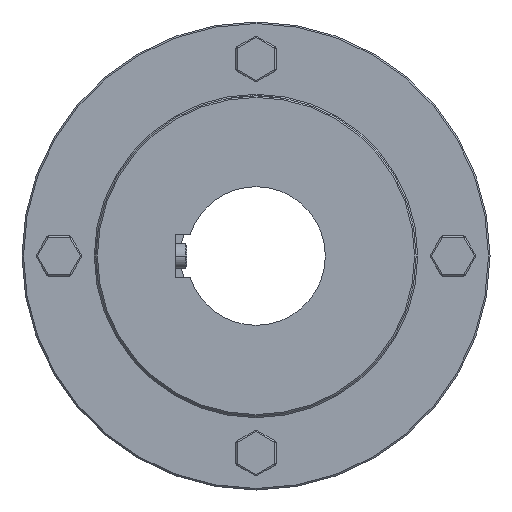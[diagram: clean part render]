
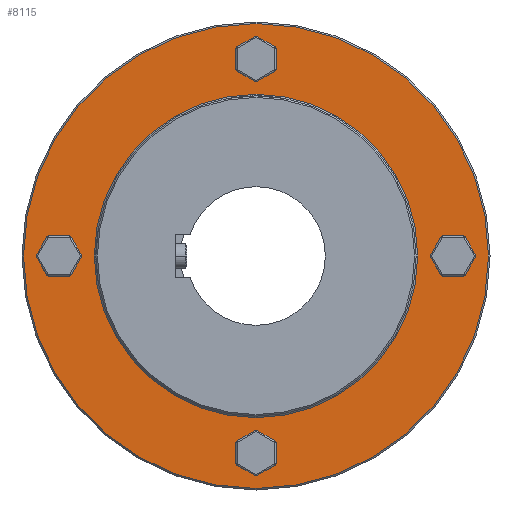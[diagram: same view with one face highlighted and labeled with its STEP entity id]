
A CAD part, left-side view. The second image highlights one B-rep face of the part: STEP entity #8115.
In plain terms, the highlighted planar face has unit normal (-1, 0, 0).
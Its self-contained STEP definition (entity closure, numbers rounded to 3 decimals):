
#963 = CARTESIAN_POINT ( 'NONE',  ( -28.5, 64., -4. ) ) ;
#965 = CARTESIAN_POINT ( 'NONE',  ( -28.5, -64., 4. ) ) ;
#969 = CARTESIAN_POINT ( 'NONE',  ( -28.5, 64., 4. ) ) ;
#973 = CARTESIAN_POINT ( 'NONE',  ( -28.5, -64., -4. ) ) ;
#975 = CARTESIAN_POINT ( 'NONE',  ( -28.5, 0., 60. ) ) ;
#976 = CARTESIAN_POINT ( 'NONE',  ( -28.5, 0., 68. ) ) ;
#1379 = AXIS2_PLACEMENT_3D ( 'NONE', #3609, #3614, #3615 ) ;
#1581 = AXIS2_PLACEMENT_3D ( 'NONE', #5271, #5273, #5274 ) ;
#1586 = AXIS2_PLACEMENT_3D ( 'NONE', #5281, #5283, #5284 ) ;
#1588 = AXIS2_PLACEMENT_3D ( 'NONE', #5291, #5293, #5294 ) ;
#1590 = AXIS2_PLACEMENT_3D ( 'NONE', #5272, #5333, #5334 ) ;
#1591 = AXIS2_PLACEMENT_3D ( 'NONE', #5379, #5380, #5381 ) ;
#1596 = AXIS2_PLACEMENT_3D ( 'NONE', #5445, #5446, #5447 ) ;
#1607 = AXIS2_PLACEMENT_3D ( 'NONE', #5749, #5755, #5756 ) ;
#1611 = AXIS2_PLACEMENT_3D ( 'NONE', #5623, #5634, #5635 ) ;
#1613 = AXIS2_PLACEMENT_3D ( 'NONE', #5633, #5640, #5641 ) ;
#1615 = AXIS2_PLACEMENT_3D ( 'NONE', #5754, #5760, #5761 ) ;
#1618 = AXIS2_PLACEMENT_3D ( 'NONE', #5750, #5758, #5759 ) ;
#1619 = AXIS2_PLACEMENT_3D ( 'NONE', #5751, #5752, #5753 ) ;
#2740 = FACE_OUTER_BOUND ( 'NONE', #9852, .T. ) ;
#2746 = FACE_BOUND ( 'NONE', #9839, .T. ) ;
#2747 = FACE_BOUND ( 'NONE', #9854, .T. ) ;
#2749 = FACE_BOUND ( 'NONE', #9849, .T. ) ;
#2751 = FACE_BOUND ( 'NONE', #9850, .T. ) ;
#2753 = FACE_BOUND ( 'NONE', #9851, .T. ) ;
#3609 = CARTESIAN_POINT ( 'NONE',  ( -28.5, 76., 0. ) ) ;
#3611 = PLANE ( 'NONE',  #1379 ) ;
#3614 = DIRECTION ( 'NONE',  ( -1., 0., 0. ) ) ;
#3615 = DIRECTION ( 'NONE',  ( 0., 0., 1. ) ) ;
#4516 = CIRCLE ( 'NONE', #1581, 4. ) ;
#4521 = CIRCLE ( 'NONE', #1586, 4. ) ;
#4528 = CIRCLE ( 'NONE', #1588, 4. ) ;
#4532 = CIRCLE ( 'NONE', #1590, 4. ) ;
#4540 = CIRCLE ( 'NONE', #1591, 52.5 ) ;
#4560 = CIRCLE ( 'NONE', #1596, 75.5 ) ;
#4612 = CIRCLE ( 'NONE', #1611, 4. ) ;
#4616 = CIRCLE ( 'NONE', #1613, 4. ) ;
#4619 = CIRCLE ( 'NONE', #1619, 52.5 ) ;
#4621 = CIRCLE ( 'NONE', #1607, 4. ) ;
#4623 = CIRCLE ( 'NONE', #1618, 4. ) ;
#4625 = CIRCLE ( 'NONE', #1615, 75.5 ) ;
#5271 = CARTESIAN_POINT ( 'NONE',  ( -28.5, 64., 0. ) ) ;
#5272 = CARTESIAN_POINT ( 'NONE',  ( -28.5, 0., -64. ) ) ;
#5273 = DIRECTION ( 'NONE',  ( -1., 0., 0. ) ) ;
#5274 = DIRECTION ( 'NONE',  ( 0., 0., 1. ) ) ;
#5281 = CARTESIAN_POINT ( 'NONE',  ( -28.5, 0., 64. ) ) ;
#5283 = DIRECTION ( 'NONE',  ( -1., 0., 0. ) ) ;
#5284 = DIRECTION ( 'NONE',  ( 0., 0., 1. ) ) ;
#5291 = CARTESIAN_POINT ( 'NONE',  ( -28.5, -64., 0. ) ) ;
#5293 = DIRECTION ( 'NONE',  ( -1., 0., 0. ) ) ;
#5294 = DIRECTION ( 'NONE',  ( 0., 0., 1. ) ) ;
#5333 = DIRECTION ( 'NONE',  ( -1., 0., 0. ) ) ;
#5334 = DIRECTION ( 'NONE',  ( 0., 0., 1. ) ) ;
#5379 = CARTESIAN_POINT ( 'NONE',  ( -28.5, 0., 0. ) ) ;
#5380 = DIRECTION ( 'NONE',  ( 1., 0., 0. ) ) ;
#5381 = DIRECTION ( 'NONE',  ( 0., 0., 1. ) ) ;
#5445 = CARTESIAN_POINT ( 'NONE',  ( -28.5, 0., 0. ) ) ;
#5446 = DIRECTION ( 'NONE',  ( -1., 0., 0. ) ) ;
#5447 = DIRECTION ( 'NONE',  ( 0., 0., 1. ) ) ;
#5623 = CARTESIAN_POINT ( 'NONE',  ( -28.5, -64., 0. ) ) ;
#5633 = CARTESIAN_POINT ( 'NONE',  ( -28.5, 64., 0. ) ) ;
#5634 = DIRECTION ( 'NONE',  ( -1., 0., 0. ) ) ;
#5635 = DIRECTION ( 'NONE',  ( 0., 0., 1. ) ) ;
#5640 = DIRECTION ( 'NONE',  ( -1., 0., 0. ) ) ;
#5641 = DIRECTION ( 'NONE',  ( 0., 0., 1. ) ) ;
#5748 = CARTESIAN_POINT ( 'NONE',  ( -28.5, 0., -68. ) ) ;
#5749 = CARTESIAN_POINT ( 'NONE',  ( -28.5, 0., 64. ) ) ;
#5750 = CARTESIAN_POINT ( 'NONE',  ( -28.5, 0., -64. ) ) ;
#5751 = CARTESIAN_POINT ( 'NONE',  ( -28.5, 0., 0. ) ) ;
#5752 = DIRECTION ( 'NONE',  ( 1., 0., 0. ) ) ;
#5753 = DIRECTION ( 'NONE',  ( 0., 0., 1. ) ) ;
#5754 = CARTESIAN_POINT ( 'NONE',  ( -28.5, 0., 0. ) ) ;
#5755 = DIRECTION ( 'NONE',  ( -1., 0., 0. ) ) ;
#5756 = DIRECTION ( 'NONE',  ( 0., 0., 1. ) ) ;
#5758 = DIRECTION ( 'NONE',  ( -1., 0., 0. ) ) ;
#5759 = DIRECTION ( 'NONE',  ( 0., 0., 1. ) ) ;
#5760 = DIRECTION ( 'NONE',  ( -1., 0., 0. ) ) ;
#5761 = DIRECTION ( 'NONE',  ( 0., 0., 1. ) ) ;
#6016 = CARTESIAN_POINT ( 'NONE',  ( -28.5, 0., -60. ) ) ;
#6034 = CARTESIAN_POINT ( 'NONE',  ( -28.5, 0., 52.5 ) ) ;
#6035 = CARTESIAN_POINT ( 'NONE',  ( -28.5, 0., -52.5 ) ) ;
#6036 = CARTESIAN_POINT ( 'NONE',  ( -28.5, 0., 75.5 ) ) ;
#6037 = CARTESIAN_POINT ( 'NONE',  ( -28.5, 0., -75.5 ) ) ;
#6582 = VERTEX_POINT ( 'NONE', #963 ) ;
#6583 = VERTEX_POINT ( 'NONE', #969 ) ;
#6587 = VERTEX_POINT ( 'NONE', #973 ) ;
#6588 = VERTEX_POINT ( 'NONE', #965 ) ;
#6590 = VERTEX_POINT ( 'NONE', #975 ) ;
#6591 = VERTEX_POINT ( 'NONE', #976 ) ;
#8115 = ADVANCED_FACE ( 'NONE', ( #2746, #2749, #2751, #2753, #2740, #2747 ), #3611, .T. ) ;
#8865 = EDGE_CURVE ( 'NONE', #6582, #6583, #4516, .T. ) ;
#8869 = EDGE_CURVE ( 'NONE', #6590, #6591, #4521, .T. ) ;
#8873 = EDGE_CURVE ( 'NONE', #6587, #6588, #4528, .T. ) ;
#8877 = EDGE_CURVE ( 'NONE', #9379, #10012, #4532, .T. ) ;
#8883 = EDGE_CURVE ( 'NONE', #10030, #10029, #4540, .T. ) ;
#8897 = EDGE_CURVE ( 'NONE', #10031, #10032, #4560, .T. ) ;
#8935 = EDGE_CURVE ( 'NONE', #6588, #6587, #4612, .T. ) ;
#8937 = EDGE_CURVE ( 'NONE', #6583, #6582, #4616, .T. ) ;
#9379 = VERTEX_POINT ( 'NONE', #5748 ) ;
#9380 = EDGE_CURVE ( 'NONE', #10029, #10030, #4619, .T. ) ;
#9381 = EDGE_CURVE ( 'NONE', #6591, #6590, #4621, .T. ) ;
#9382 = EDGE_CURVE ( 'NONE', #10012, #9379, #4623, .T. ) ;
#9383 = EDGE_CURVE ( 'NONE', #10032, #10031, #4625, .T. ) ;
#9839 = EDGE_LOOP ( 'NONE', ( #9960, #9961 ) ) ;
#9849 = EDGE_LOOP ( 'NONE', ( #9962, #9963 ) ) ;
#9850 = EDGE_LOOP ( 'NONE', ( #9964, #9965 ) ) ;
#9851 = EDGE_LOOP ( 'NONE', ( #9966, #9967 ) ) ;
#9852 = EDGE_LOOP ( 'NONE', ( #9968, #9969 ) ) ;
#9854 = EDGE_LOOP ( 'NONE', ( #9970, #9971 ) ) ;
#9960 = ORIENTED_EDGE ( 'NONE', *, *, #8865, .F. ) ;
#9961 = ORIENTED_EDGE ( 'NONE', *, *, #8937, .F. ) ;
#9962 = ORIENTED_EDGE ( 'NONE', *, *, #8869, .F. ) ;
#9963 = ORIENTED_EDGE ( 'NONE', *, *, #9381, .F. ) ;
#9964 = ORIENTED_EDGE ( 'NONE', *, *, #8873, .F. ) ;
#9965 = ORIENTED_EDGE ( 'NONE', *, *, #8935, .F. ) ;
#9966 = ORIENTED_EDGE ( 'NONE', *, *, #8877, .F. ) ;
#9967 = ORIENTED_EDGE ( 'NONE', *, *, #9382, .F. ) ;
#9968 = ORIENTED_EDGE ( 'NONE', *, *, #9383, .T. ) ;
#9969 = ORIENTED_EDGE ( 'NONE', *, *, #8897, .T. ) ;
#9970 = ORIENTED_EDGE ( 'NONE', *, *, #8883, .T. ) ;
#9971 = ORIENTED_EDGE ( 'NONE', *, *, #9380, .T. ) ;
#10012 = VERTEX_POINT ( 'NONE', #6016 ) ;
#10029 = VERTEX_POINT ( 'NONE', #6034 ) ;
#10030 = VERTEX_POINT ( 'NONE', #6035 ) ;
#10031 = VERTEX_POINT ( 'NONE', #6036 ) ;
#10032 = VERTEX_POINT ( 'NONE', #6037 ) ;
